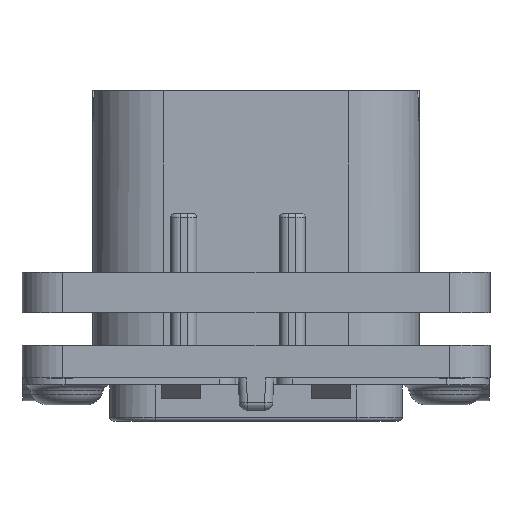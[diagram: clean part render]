
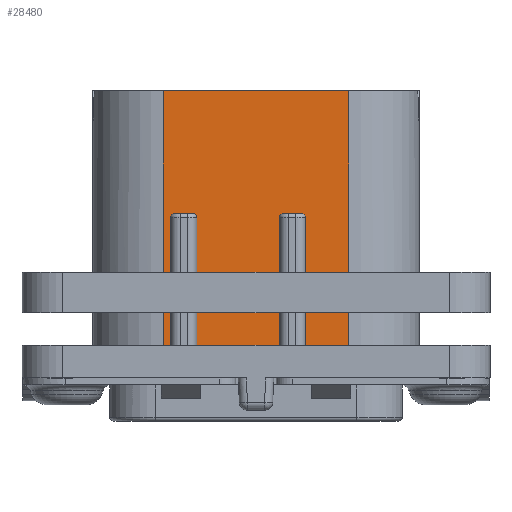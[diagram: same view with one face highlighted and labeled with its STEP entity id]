
A CAD part, front view. The second image highlights one B-rep face of the part: STEP entity #28480.
In plain terms, the highlighted planar face has unit normal (0, -1, 0).
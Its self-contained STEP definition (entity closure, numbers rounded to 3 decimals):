
#1176=DIRECTION('',(1.,0.,0.));
#1177=VECTOR('',#1176,11.4);
#1178=CARTESIAN_POINT('',(-5.7,-9.,17.67));
#1179=LINE('',#1178,#1177);
#5099=DIRECTION('',(1.,0.,0.));
#5100=VECTOR('',#5099,0.45);
#5101=CARTESIAN_POINT('',(-5.7,-9.,2.));
#5102=LINE('',#5101,#5100);
#5192=CARTESIAN_POINT('',(1.69,-9.,9.87));
#5193=DIRECTION('',(0.,1.,0.));
#5194=DIRECTION('',(-1.,0.,0.));
#5195=AXIS2_PLACEMENT_3D('',#5192,#5193,#5194);
#5227=DIRECTION('',(1.,0.,0.));
#5228=VECTOR('',#5227,5.09);
#5229=CARTESIAN_POINT('',(-3.65,-9.,2.));
#5230=LINE('',#5229,#5228);
#5273=CARTESIAN_POINT('',(-3.9,-9.,9.87));
#5274=DIRECTION('',(0.,1.,0.));
#5275=DIRECTION('',(0.,0.,1.));
#5276=AXIS2_PLACEMENT_3D('',#5273,#5274,#5275);
#5286=DIRECTION('',(0.,0.,1.));
#5287=VECTOR('',#5286,7.87);
#5288=CARTESIAN_POINT('',(3.04,-9.,2.));
#5289=LINE('',#5288,#5287);
#5290=DIRECTION('',(1.,0.,0.));
#5291=VECTOR('',#5290,1.1);
#5292=CARTESIAN_POINT('',(1.69,-9.,10.12));
#5293=LINE('',#5292,#5291);
#5294=DIRECTION('',(0.,0.,1.));
#5295=VECTOR('',#5294,7.87);
#5296=CARTESIAN_POINT('',(1.44,-9.,2.));
#5297=LINE('',#5296,#5295);
#5298=DIRECTION('',(0.,0.,1.));
#5299=VECTOR('',#5298,7.87);
#5300=CARTESIAN_POINT('',(-3.65,-9.,2.));
#5301=LINE('',#5300,#5299);
#5302=DIRECTION('',(1.,0.,0.));
#5303=VECTOR('',#5302,1.1);
#5304=CARTESIAN_POINT('',(-5.,-9.,10.12));
#5305=LINE('',#5304,#5303);
#5306=DIRECTION('',(0.,0.,1.));
#5307=VECTOR('',#5306,7.87);
#5308=CARTESIAN_POINT('',(-5.25,-9.,2.));
#5309=LINE('',#5308,#5307);
#5310=DIRECTION('',(0.,0.,-1.));
#5311=VECTOR('',#5310,15.67);
#5312=CARTESIAN_POINT('',(-5.7,-9.,17.67));
#5313=LINE('',#5312,#5311);
#5314=DIRECTION('',(0.,0.,-1.));
#5315=VECTOR('',#5314,15.67);
#5316=CARTESIAN_POINT('',(5.7,-9.,17.67));
#5317=LINE('',#5316,#5315);
#5331=CARTESIAN_POINT('',(2.79,-9.,9.87));
#5332=DIRECTION('',(0.,1.,0.));
#5333=DIRECTION('',(0.,0.,1.));
#5334=AXIS2_PLACEMENT_3D('',#5331,#5332,#5333);
#5381=DIRECTION('',(1.,0.,0.));
#5382=VECTOR('',#5381,2.66);
#5383=CARTESIAN_POINT('',(3.04,-9.,2.));
#5384=LINE('',#5383,#5382);
#11044=CARTESIAN_POINT('',(-5.,-9.,9.87));
#11045=DIRECTION('',(0.,1.,0.));
#11046=DIRECTION('',(-1.,0.,0.));
#11047=AXIS2_PLACEMENT_3D('',#11044,#11045,#11046);
#18012=CARTESIAN_POINT('',(-5.7,-9.,17.67));
#18013=CARTESIAN_POINT('',(-5.7,-9.,2.));
#18014=VERTEX_POINT('',#18012);
#18015=VERTEX_POINT('',#18013);
#18016=CARTESIAN_POINT('',(5.7,-9.,17.67));
#18017=CARTESIAN_POINT('',(5.7,-9.,2.));
#18018=VERTEX_POINT('',#18016);
#18019=VERTEX_POINT('',#18017);
#18170=CARTESIAN_POINT('',(-5.25,-9.,2.));
#18171=VERTEX_POINT('',#18170);
#18172=CARTESIAN_POINT('',(-3.65,-9.,2.));
#18173=CARTESIAN_POINT('',(1.44,-9.,2.));
#18174=VERTEX_POINT('',#18172);
#18175=VERTEX_POINT('',#18173);
#18176=CARTESIAN_POINT('',(3.04,-9.,2.));
#18177=VERTEX_POINT('',#18176);
#20655=CARTESIAN_POINT('',(-3.65,-9.,9.87));
#20657=VERTEX_POINT('',#20655);
#20659=CARTESIAN_POINT('',(-3.9,-9.,10.12));
#20661=VERTEX_POINT('',#20659);
#20682=CARTESIAN_POINT('',(-5.,-9.,10.12));
#20683=VERTEX_POINT('',#20682);
#20684=CARTESIAN_POINT('',(-5.25,-9.,9.87));
#20685=VERTEX_POINT('',#20684);
#20687=CARTESIAN_POINT('',(3.04,-9.,9.87));
#20689=VERTEX_POINT('',#20687);
#20691=CARTESIAN_POINT('',(2.79,-9.,10.12));
#20693=VERTEX_POINT('',#20691);
#20694=CARTESIAN_POINT('',(1.69,-9.,10.12));
#20696=VERTEX_POINT('',#20694);
#20698=CARTESIAN_POINT('',(1.44,-9.,9.87));
#20700=VERTEX_POINT('',#20698);
#28452=CARTESIAN_POINT('',(-10.05,-9.,2.));
#28453=DIRECTION('',(0.,-1.,0.));
#28454=DIRECTION('',(1.,0.,0.));
#28455=AXIS2_PLACEMENT_3D('',#28452,#28453,#28454);
#28456=PLANE('',#28455);
#28458=ORIENTED_EDGE('',*,*,#28457,.T.);
#28460=ORIENTED_EDGE('',*,*,#28459,.F.);
#28461=ORIENTED_EDGE('',*,*,#28295,.F.);
#28462=ORIENTED_EDGE('',*,*,#28327,.F.);
#28463=ORIENTED_EDGE('',*,*,#28342,.F.);
#28464=ORIENTED_EDGE('',*,*,#28372,.F.);
#28465=ORIENTED_EDGE('',*,*,#28445,.T.);
#28466=ORIENTED_EDGE('',*,*,#28434,.F.);
#28467=ORIENTED_EDGE('',*,*,#28420,.F.);
#28469=ORIENTED_EDGE('',*,*,#28468,.F.);
#28471=ORIENTED_EDGE('',*,*,#28470,.F.);
#28472=ORIENTED_EDGE('',*,*,#28183,.F.);
#28473=ORIENTED_EDGE('',*,*,#22632,.F.);
#28474=ORIENTED_EDGE('',*,*,#22817,.T.);
#28475=ORIENTED_EDGE('',*,*,#23075,.T.);
#28477=ORIENTED_EDGE('',*,*,#28476,.F.);
#28478=EDGE_LOOP('',(#28458,#28460,#28461,#28462,#28463,#28464,#28465,#28466,
#28467,#28469,#28471,#28472,#28473,#28474,#28475,#28477));
#28479=FACE_OUTER_BOUND('',#28478,.F.);
#28480=ADVANCED_FACE('',(#28479),#28456,.T.);
#5196=CIRCLE('',#5195,0.25);
#5277=CIRCLE('',#5276,0.25);
#5335=CIRCLE('',#5334,0.25);
#11048=CIRCLE('',#11047,0.25);
#22632=EDGE_CURVE('',#18014,#18015,#5313,.T.);
#22817=EDGE_CURVE('',#18014,#18018,#1179,.T.);
#23075=EDGE_CURVE('',#18018,#18019,#5317,.T.);
#28183=EDGE_CURVE('',#18015,#18171,#5102,.T.);
#28295=EDGE_CURVE('',#20696,#20693,#5293,.T.);
#28327=EDGE_CURVE('',#20700,#20696,#5196,.T.);
#28342=EDGE_CURVE('',#18175,#20700,#5297,.T.);
#28372=EDGE_CURVE('',#18174,#18175,#5230,.T.);
#28420=EDGE_CURVE('',#20683,#20661,#5305,.T.);
#28434=EDGE_CURVE('',#20661,#20657,#5277,.T.);
#28445=EDGE_CURVE('',#18174,#20657,#5301,.T.);
#28457=EDGE_CURVE('',#18177,#20689,#5289,.T.);
#28459=EDGE_CURVE('',#20693,#20689,#5335,.T.);
#28468=EDGE_CURVE('',#20685,#20683,#11048,.T.);
#28470=EDGE_CURVE('',#18171,#20685,#5309,.T.);
#28476=EDGE_CURVE('',#18177,#18019,#5384,.T.);
